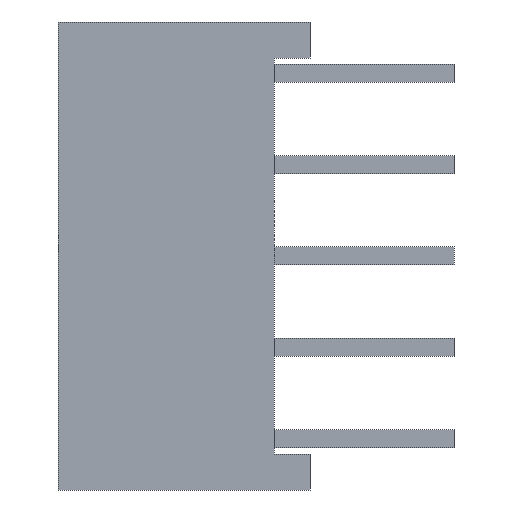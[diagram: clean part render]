
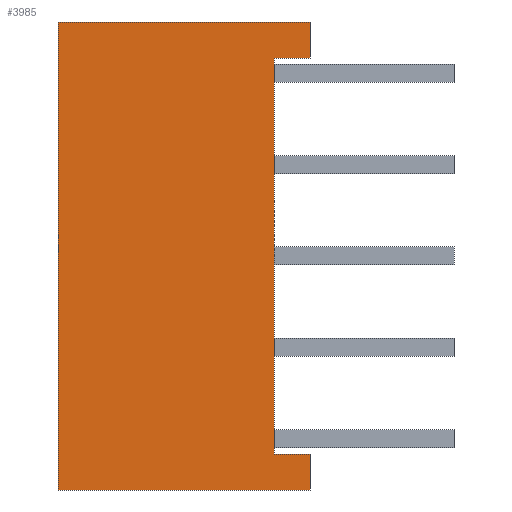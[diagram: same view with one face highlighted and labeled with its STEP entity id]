
A CAD part, left-side view. The second image highlights one B-rep face of the part: STEP entity #3985.
In plain terms, the highlighted free-form (B-spline) face has degree [1, 1] with [2, 2] control points.
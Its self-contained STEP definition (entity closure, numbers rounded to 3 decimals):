
#3985 = ADVANCED_FACE('',(#3986),#4052,.T.);
#3986 = FACE_BOUND('',#3987,.T.);
#3987 = EDGE_LOOP('',(#3988,#3998,#4006,#4014,#4022,#4030,#4038,#4046));
#3988 = ORIENTED_EDGE('',*,*,#3989,.T.);
#3989 = EDGE_CURVE('',#3990,#3992,#3994,.T.);
#3990 = VERTEX_POINT('',#3991);
#3991 = CARTESIAN_POINT('',(-5.,-7.,-6.5));
#3992 = VERTEX_POINT('',#3993);
#3993 = CARTESIAN_POINT('',(-5.,-7.,-5.5));
#3994 = LINE('',#3995,#3996);
#3995 = CARTESIAN_POINT('',(-5.,-7.,-6.5));
#3996 = VECTOR('',#3997,1.);
#3997 = DIRECTION('',(0.,0.,1.));
#3998 = ORIENTED_EDGE('',*,*,#3999,.F.);
#3999 = EDGE_CURVE('',#4000,#3992,#4002,.T.);
#4000 = VERTEX_POINT('',#4001);
#4001 = CARTESIAN_POINT('',(-5.,-6.,-5.5));
#4002 = LINE('',#4003,#4004);
#4003 = CARTESIAN_POINT('',(-5.,-6.,-5.5));
#4004 = VECTOR('',#4005,1.);
#4005 = DIRECTION('',(0.,-1.,0.));
#4006 = ORIENTED_EDGE('',*,*,#4007,.T.);
#4007 = EDGE_CURVE('',#4000,#4008,#4010,.T.);
#4008 = VERTEX_POINT('',#4009);
#4009 = CARTESIAN_POINT('',(-5.,-6.,5.5));
#4010 = LINE('',#4011,#4012);
#4011 = CARTESIAN_POINT('',(-5.,-6.,-5.5));
#4012 = VECTOR('',#4013,1.);
#4013 = DIRECTION('',(0.,0.,1.));
#4014 = ORIENTED_EDGE('',*,*,#4015,.T.);
#4015 = EDGE_CURVE('',#4008,#4016,#4018,.T.);
#4016 = VERTEX_POINT('',#4017);
#4017 = CARTESIAN_POINT('',(-5.,-7.,5.5));
#4018 = LINE('',#4019,#4020);
#4019 = CARTESIAN_POINT('',(-5.,-6.,5.5));
#4020 = VECTOR('',#4021,1.);
#4021 = DIRECTION('',(0.,-1.,0.));
#4022 = ORIENTED_EDGE('',*,*,#4023,.T.);
#4023 = EDGE_CURVE('',#4016,#4024,#4026,.T.);
#4024 = VERTEX_POINT('',#4025);
#4025 = CARTESIAN_POINT('',(-5.,-7.,6.5));
#4026 = LINE('',#4027,#4028);
#4027 = CARTESIAN_POINT('',(-5.,-7.,5.5));
#4028 = VECTOR('',#4029,1.);
#4029 = DIRECTION('',(0.,0.,1.));
#4030 = ORIENTED_EDGE('',*,*,#4031,.F.);
#4031 = EDGE_CURVE('',#4032,#4024,#4034,.T.);
#4032 = VERTEX_POINT('',#4033);
#4033 = CARTESIAN_POINT('',(-5.,0.,6.5));
#4034 = LINE('',#4035,#4036);
#4035 = CARTESIAN_POINT('',(-5.,0.,6.5));
#4036 = VECTOR('',#4037,1.);
#4037 = DIRECTION('',(0.,-1.,0.));
#4038 = ORIENTED_EDGE('',*,*,#4039,.F.);
#4039 = EDGE_CURVE('',#4040,#4032,#4042,.T.);
#4040 = VERTEX_POINT('',#4041);
#4041 = CARTESIAN_POINT('',(-5.,0.,-6.5));
#4042 = LINE('',#4043,#4044);
#4043 = CARTESIAN_POINT('',(-5.,0.,-6.5));
#4044 = VECTOR('',#4045,1.);
#4045 = DIRECTION('',(0.,0.,1.));
#4046 = ORIENTED_EDGE('',*,*,#4047,.T.);
#4047 = EDGE_CURVE('',#4040,#3990,#4048,.T.);
#4048 = LINE('',#4049,#4050);
#4049 = CARTESIAN_POINT('',(-5.,0.,-6.5));
#4050 = VECTOR('',#4051,1.);
#4051 = DIRECTION('',(0.,-1.,0.));
#4052 = B_SPLINE_SURFACE_WITH_KNOTS('',1,1,(
    (#4053,#4054)
    ,(#4055,#4056
    )),.UNSPECIFIED.,.F.,.F.,.F.,(2,2),(2,2),(0.,1.),(0.,1.),
  .PIECEWISE_BEZIER_KNOTS.);
#4053 = CARTESIAN_POINT('',(-5.,-7.,-6.5));
#4054 = CARTESIAN_POINT('',(-5.,0.,-6.5));
#4055 = CARTESIAN_POINT('',(-5.,-7.,6.5));
#4056 = CARTESIAN_POINT('',(-5.,0.,6.5));
